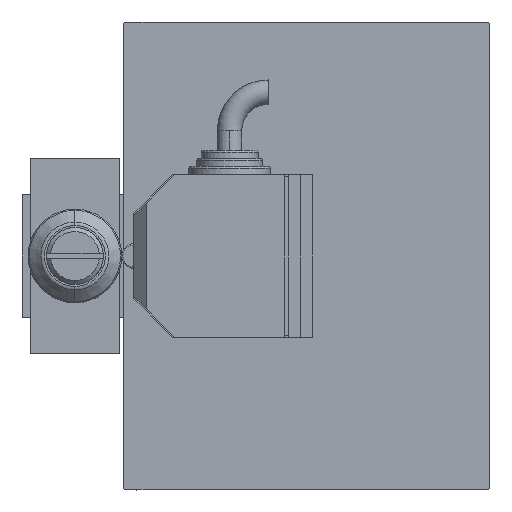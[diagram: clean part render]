
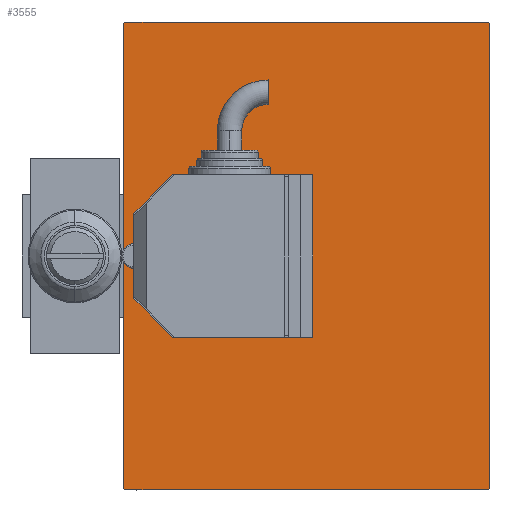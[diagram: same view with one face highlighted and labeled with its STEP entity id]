
A CAD part, left-side view. The second image highlights one B-rep face of the part: STEP entity #3555.
In plain terms, the highlighted face is planar.
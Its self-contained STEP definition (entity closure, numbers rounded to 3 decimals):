
#465 = VECTOR ( 'NONE', #33836, 1000. ) ;
#1197 = CARTESIAN_POINT ( 'NONE',  ( 138., -44.7, -57.5 ) ) ;
#1255 = EDGE_CURVE ( 'NONE', #30207, #27777, #12419, .T. ) ;
#2021 = CARTESIAN_POINT ( 'NONE',  ( 138., 45., 57.5 ) ) ;
#2137 = CARTESIAN_POINT ( 'NONE',  ( 138., 45., -57.2 ) ) ;
#3346 = EDGE_CURVE ( 'NONE', #45857, #30207, #36560, .T. ) ;
#3388 = CARTESIAN_POINT ( 'NONE',  ( 138., -45., 57.5 ) ) ;
#3549 = VERTEX_POINT ( 'NONE', #23668 ) ;
#3555 = ADVANCED_FACE ( 'NONE', ( #8586 ), #5343, .T. ) ;
#4467 = VERTEX_POINT ( 'NONE', #44917 ) ;
#4754 = CARTESIAN_POINT ( 'NONE',  ( 138., -45., -57.5 ) ) ;
#5343 = PLANE ( 'NONE',  #41646 ) ;
#6724 = VECTOR ( 'NONE', #9779, 1000. ) ;
#6974 = LINE ( 'NONE', #11394, #15380 ) ;
#8586 = FACE_OUTER_BOUND ( 'NONE', #44788, .T. ) ;
#8809 = VECTOR ( 'NONE', #15247, 1000. ) ;
#9779 = DIRECTION ( 'NONE',  ( 0., 0.707, 0.707 ) ) ;
#10129 = ORIENTED_EDGE ( 'NONE', *, *, #11906, .T. ) ;
#11394 = CARTESIAN_POINT ( 'NONE',  ( 138., 51.1, 51.1 ) ) ;
#11906 = EDGE_CURVE ( 'NONE', #3549, #4467, #35909, .T. ) ;
#12012 = DIRECTION ( 'NONE',  ( 0., 0., 1. ) ) ;
#12202 = CARTESIAN_POINT ( 'NONE',  ( 138., 45., 57.2 ) ) ;
#12419 = LINE ( 'NONE', #4754, #28917 ) ;
#13982 = VECTOR ( 'NONE', #28397, 1000. ) ;
#15247 = DIRECTION ( 'NONE',  ( 0., 0., -1. ) ) ;
#15380 = VECTOR ( 'NONE', #26501, 1000. ) ;
#16839 = EDGE_CURVE ( 'NONE', #17914, #45857, #26157, .T. ) ;
#17108 = DIRECTION ( 'NONE',  ( 0., -1., 0. ) ) ;
#17914 = VERTEX_POINT ( 'NONE', #40458 ) ;
#20965 = CARTESIAN_POINT ( 'NONE',  ( 138., -51.1, -51.1 ) ) ;
#21239 = ORIENTED_EDGE ( 'NONE', *, *, #3346, .T. ) ;
#22457 = CARTESIAN_POINT ( 'NONE',  ( 138., -51.1, 51.1 ) ) ;
#23637 = CARTESIAN_POINT ( 'NONE',  ( 138., 45., -57.5 ) ) ;
#23668 = CARTESIAN_POINT ( 'NONE',  ( 138., 44.7, 57.5 ) ) ;
#23688 = EDGE_CURVE ( 'NONE', #27777, #33310, #31815, .T. ) ;
#26157 = LINE ( 'NONE', #3388, #8809 ) ;
#26501 = DIRECTION ( 'NONE',  ( 0., -0.707, 0.707 ) ) ;
#26643 = EDGE_CURVE ( 'NONE', #4467, #17914, #41019, .T. ) ;
#27777 = VERTEX_POINT ( 'NONE', #41752 ) ;
#28397 = DIRECTION ( 'NONE',  ( 0., 0.707, -0.707 ) ) ;
#28917 = VECTOR ( 'NONE', #38641, 1000. ) ;
#30207 = VERTEX_POINT ( 'NONE', #1197 ) ;
#31579 = DIRECTION ( 'NONE',  ( 1., 0., 0. ) ) ;
#31815 = LINE ( 'NONE', #43676, #6724 ) ;
#31988 = ORIENTED_EDGE ( 'NONE', *, *, #1255, .T. ) ;
#33310 = VERTEX_POINT ( 'NONE', #2137 ) ;
#33836 = DIRECTION ( 'NONE',  ( 0., -0.707, -0.707 ) ) ;
#35040 = DIRECTION ( 'NONE',  ( 0., 0., -1. ) ) ;
#35456 = ORIENTED_EDGE ( 'NONE', *, *, #26643, .T. ) ;
#35909 = LINE ( 'NONE', #2021, #48245 ) ;
#36560 = LINE ( 'NONE', #20965, #13982 ) ;
#36583 = ORIENTED_EDGE ( 'NONE', *, *, #38859, .T. ) ;
#37429 = VERTEX_POINT ( 'NONE', #12202 ) ;
#38478 = LINE ( 'NONE', #23637, #47240 ) ;
#38551 = ORIENTED_EDGE ( 'NONE', *, *, #23688, .T. ) ;
#38641 = DIRECTION ( 'NONE',  ( 0., 1., 0. ) ) ;
#38764 = CARTESIAN_POINT ( 'NONE',  ( 138., 0., 0. ) ) ;
#38859 = EDGE_CURVE ( 'NONE', #37429, #3549, #6974, .T. ) ;
#40458 = CARTESIAN_POINT ( 'NONE',  ( 138., -45., 57.2 ) ) ;
#41019 = LINE ( 'NONE', #22457, #465 ) ;
#41466 = CARTESIAN_POINT ( 'NONE',  ( 138., -45., -57.2 ) ) ;
#41646 = AXIS2_PLACEMENT_3D ( 'NONE', #38764, #31579, #35040 ) ;
#41752 = CARTESIAN_POINT ( 'NONE',  ( 138., 44.7, -57.5 ) ) ;
#43676 = CARTESIAN_POINT ( 'NONE',  ( 138., 51.1, -51.1 ) ) ;
#44132 = ORIENTED_EDGE ( 'NONE', *, *, #16839, .T. ) ;
#44788 = EDGE_LOOP ( 'NONE', ( #31988, #38551, #45196, #36583, #10129, #35456, #44132, #21239 ) ) ;
#44917 = CARTESIAN_POINT ( 'NONE',  ( 138., -44.7, 57.5 ) ) ;
#45196 = ORIENTED_EDGE ( 'NONE', *, *, #45863, .T. ) ;
#45857 = VERTEX_POINT ( 'NONE', #41466 ) ;
#45863 = EDGE_CURVE ( 'NONE', #33310, #37429, #38478, .T. ) ;
#47240 = VECTOR ( 'NONE', #12012, 1000. ) ;
#48245 = VECTOR ( 'NONE', #17108, 1000. ) ;
